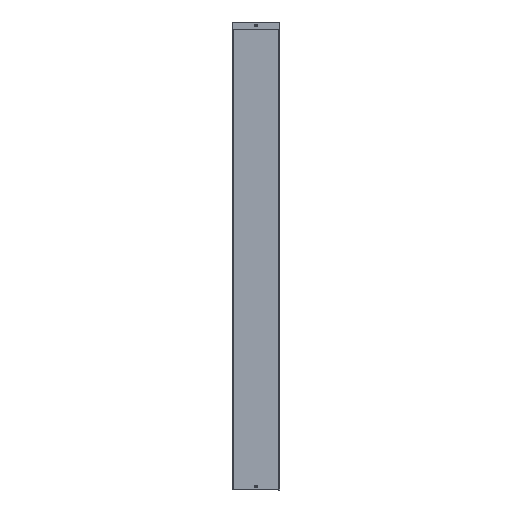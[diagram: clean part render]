
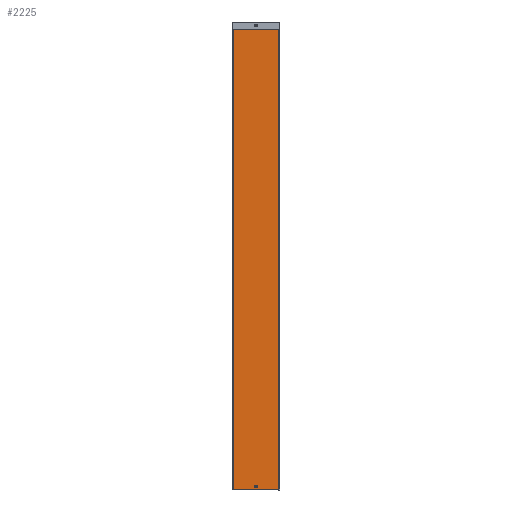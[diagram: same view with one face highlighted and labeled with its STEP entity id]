
A CAD part, front view. The second image highlights one B-rep face of the part: STEP entity #2225.
In plain terms, the highlighted planar face has unit normal (0, -1, 0).
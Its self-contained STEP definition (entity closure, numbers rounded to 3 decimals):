
#6 = DIRECTION ( 'NONE',  ( 0., 1., 0. ) ) ;
#30 = PLANE ( 'NONE',  #2763 ) ;
#59 = ORIENTED_EDGE ( 'NONE', *, *, #1420, .F. ) ;
#65 = DIRECTION ( 'NONE',  ( 0., 0., 1. ) ) ;
#83 = EDGE_CURVE ( 'NONE', #3055, #2249, #1516, .T. ) ;
#221 = VERTEX_POINT ( 'NONE', #4032 ) ;
#230 = DIRECTION ( 'NONE',  ( 0., -1., 0. ) ) ;
#247 = CARTESIAN_POINT ( 'NONE',  ( -152., 0., 3000. ) ) ;
#375 = CIRCLE ( 'NONE', #1593, 7.098 ) ;
#479 = EDGE_CURVE ( 'NONE', #483, #4041, #793, .T. ) ;
#483 = VERTEX_POINT ( 'NONE', #2704 ) ;
#520 = FACE_BOUND ( 'NONE', #2437, .T. ) ;
#523 = VECTOR ( 'NONE', #3949, 1000. ) ;
#746 = ORIENTED_EDGE ( 'NONE', *, *, #479, .F. ) ;
#782 = LINE ( 'NONE', #3284, #2844 ) ;
#793 = CIRCLE ( 'NONE', #1129, 7.098 ) ;
#803 = CARTESIAN_POINT ( 'NONE',  ( 2.996, 0., 24.001 ) ) ;
#822 = LINE ( 'NONE', #4025, #2292 ) ;
#844 = FACE_OUTER_BOUND ( 'NONE', #2435, .T. ) ;
#894 = ORIENTED_EDGE ( 'NONE', *, *, #1037, .F. ) ;
#905 = VERTEX_POINT ( 'NONE', #1169 ) ;
#927 = ORIENTED_EDGE ( 'NONE', *, *, #83, .F. ) ;
#978 = CARTESIAN_POINT ( 'NONE',  ( -152., 0., 0. ) ) ;
#1025 = DIRECTION ( 'NONE',  ( 1., 0., 0. ) ) ;
#1037 = EDGE_CURVE ( 'NONE', #221, #483, #375, .T. ) ;
#1058 = EDGE_CURVE ( 'NONE', #1819, #221, #2576, .T. ) ;
#1092 = DIRECTION ( 'NONE',  ( 0., 0., -1. ) ) ;
#1129 = AXIS2_PLACEMENT_3D ( 'NONE', #803, #2880, #2878 ) ;
#1169 = CARTESIAN_POINT ( 'NONE',  ( -151., 0., 0. ) ) ;
#1284 = ORIENTED_EDGE ( 'NONE', *, *, #1554, .F. ) ;
#1420 = EDGE_CURVE ( 'NONE', #4041, #3746, #782, .T. ) ;
#1516 = LINE ( 'NONE', #2446, #3827 ) ;
#1528 = ORIENTED_EDGE ( 'NONE', *, *, #3997, .T. ) ;
#1554 = EDGE_CURVE ( 'NONE', #3746, #1819, #2974, .T. ) ;
#1593 = AXIS2_PLACEMENT_3D ( 'NONE', #2433, #230, #4079 ) ;
#1595 = ORIENTED_EDGE ( 'NONE', *, *, #4006, .T. ) ;
#1819 = VERTEX_POINT ( 'NONE', #2167 ) ;
#1894 = AXIS2_PLACEMENT_3D ( 'NONE', #2907, #2902, #2898 ) ;
#2167 = CARTESIAN_POINT ( 'NONE',  ( -3.004, 0., 16.903 ) ) ;
#2225 = ADVANCED_FACE ( 'NONE', ( #844, #520 ), #30, .F. ) ;
#2249 = VERTEX_POINT ( 'NONE', #3552 ) ;
#2292 = VECTOR ( 'NONE', #3998, 1000. ) ;
#2433 = CARTESIAN_POINT ( 'NONE',  ( 2.996, 0., 24.001 ) ) ;
#2435 = EDGE_LOOP ( 'NONE', ( #927, #1528, #1595, #3523 ) ) ;
#2437 = EDGE_LOOP ( 'NONE', ( #59, #746, #894, #2992, #1284 ) ) ;
#2438 = EDGE_CURVE ( 'NONE', #905, #2249, #4023, .T. ) ;
#2446 = CARTESIAN_POINT ( 'NONE',  ( 151., 0., 3000. ) ) ;
#2576 = LINE ( 'NONE', #3955, #523 ) ;
#2669 = CARTESIAN_POINT ( 'NONE',  ( 2.996, 0., 31.099 ) ) ;
#2704 = CARTESIAN_POINT ( 'NONE',  ( 10.094, 0., 24.001 ) ) ;
#2763 = AXIS2_PLACEMENT_3D ( 'NONE', #247, #6, #65 ) ;
#2803 = CARTESIAN_POINT ( 'NONE',  ( -3.004, 0., 31.099 ) ) ;
#2844 = VECTOR ( 'NONE', #3319, 1000. ) ;
#2878 = DIRECTION ( 'NONE',  ( 1., 0., 0. ) ) ;
#2880 = DIRECTION ( 'NONE',  ( 0., -1., 0. ) ) ;
#2898 = DIRECTION ( 'NONE',  ( 1., 0., 0. ) ) ;
#2902 = DIRECTION ( 'NONE',  ( 0., -1., 0. ) ) ;
#2907 = CARTESIAN_POINT ( 'NONE',  ( -3.004, 0., 24.001 ) ) ;
#2974 = CIRCLE ( 'NONE', #1894, 7.098 ) ;
#2992 = ORIENTED_EDGE ( 'NONE', *, *, #1058, .F. ) ;
#3055 = VERTEX_POINT ( 'NONE', #3164 ) ;
#3164 = CARTESIAN_POINT ( 'NONE',  ( 151., 0., 2948.764 ) ) ;
#3284 = CARTESIAN_POINT ( 'NONE',  ( -0.004, 0., 31.099 ) ) ;
#3319 = DIRECTION ( 'NONE',  ( -1., 0., 0. ) ) ;
#3523 = ORIENTED_EDGE ( 'NONE', *, *, #2438, .T. ) ;
#3552 = CARTESIAN_POINT ( 'NONE',  ( 151., 0., 0. ) ) ;
#3566 = CARTESIAN_POINT ( 'NONE',  ( -151., 0., 2948.764 ) ) ;
#3568 = VECTOR ( 'NONE', #1092, 1000. ) ;
#3582 = VERTEX_POINT ( 'NONE', #3566 ) ;
#3744 = CARTESIAN_POINT ( 'NONE',  ( -151., 0., 3000. ) ) ;
#3746 = VERTEX_POINT ( 'NONE', #2803 ) ;
#3755 = VECTOR ( 'NONE', #1025, 1000. ) ;
#3764 = LINE ( 'NONE', #3744, #3568 ) ;
#3827 = VECTOR ( 'NONE', #3840, 1000. ) ;
#3840 = DIRECTION ( 'NONE',  ( 0., 0., -1. ) ) ;
#3949 = DIRECTION ( 'NONE',  ( 1., 0., 0. ) ) ;
#3955 = CARTESIAN_POINT ( 'NONE',  ( -0.004, 0., 16.903 ) ) ;
#3997 = EDGE_CURVE ( 'NONE', #3055, #3582, #822, .T. ) ;
#3998 = DIRECTION ( 'NONE',  ( -1., 0., 0. ) ) ;
#4006 = EDGE_CURVE ( 'NONE', #3582, #905, #3764, .T. ) ;
#4023 = LINE ( 'NONE', #978, #3755 ) ;
#4025 = CARTESIAN_POINT ( 'NONE',  ( -152., 0., 2948.764 ) ) ;
#4032 = CARTESIAN_POINT ( 'NONE',  ( 2.996, 0., 16.903 ) ) ;
#4041 = VERTEX_POINT ( 'NONE', #2669 ) ;
#4079 = DIRECTION ( 'NONE',  ( 1., 0., 0. ) ) ;
